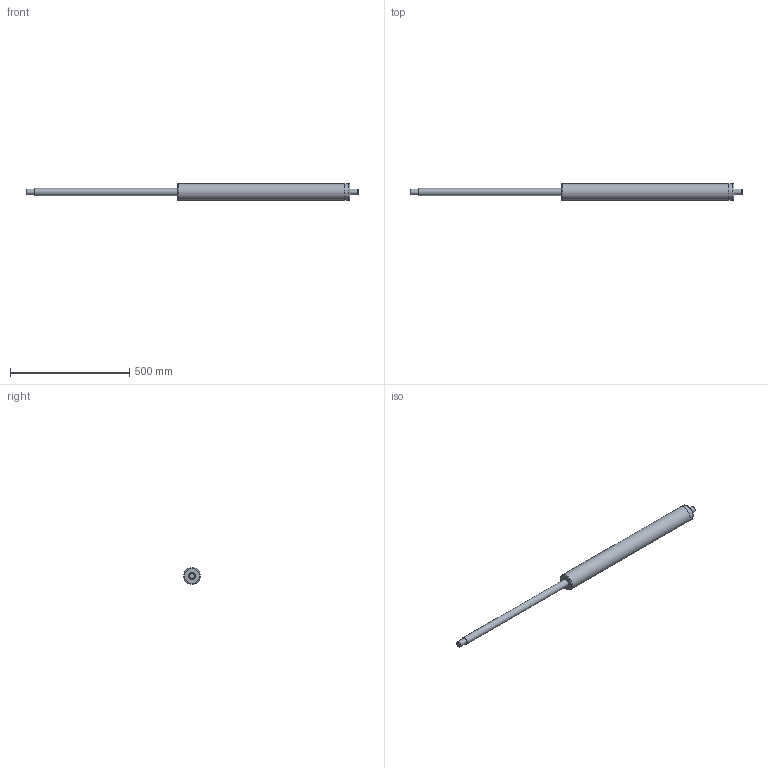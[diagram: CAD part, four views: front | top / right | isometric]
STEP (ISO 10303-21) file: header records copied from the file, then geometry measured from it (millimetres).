
FILE_DESCRIPTION((''),'2;1');
FILE_NAME('QS-70-600.stp','2012-07-12T13:56:15',('CADNEU'),(''),'Autodesk Inventor 2012','Autodesk Inventor 2012','');
FILE_SCHEMA(('AUTOMOTIVE_DESIGN { 1 0 10303 214 1 1 1 1 }'));
Length unit declared in the file: millimetre
Products named in the file (5): QS-70-600; Zylinder_70; Kolbenstange_30; Gewindeanschluß_I0
Assembly tree (4 placements, depth 2):
  QS-70-600
    Zylinder_70
    Kolbenstange_30
    Gewindeanschluß_I0
    Gewindeanschluß_I0
Bounding box: 1390 x 70 x 70 mm (x, y, z)
Volume: 3225431.7 mm3; surface area: 237098.2 mm2
Topology: 4 solids, 4 shells, 18 faces, 23 edges, 14 vertices
Faces by surface type: plane 9, cylinder 5, torus 2, cone 2
Full cylindrical faces by diameter (mm): 24 x2, 30 x1, 70 x2
Entity records: 487 total; most frequent: DIRECTION 82, CARTESIAN_POINT 55, AXIS2_PLACEMENT_3D 41, ORIENTED_EDGE 28, EDGE_LOOP 28, FACE_OUTER_BOUND 18, ADVANCED_FACE 18, VERTEX_POINT 14
